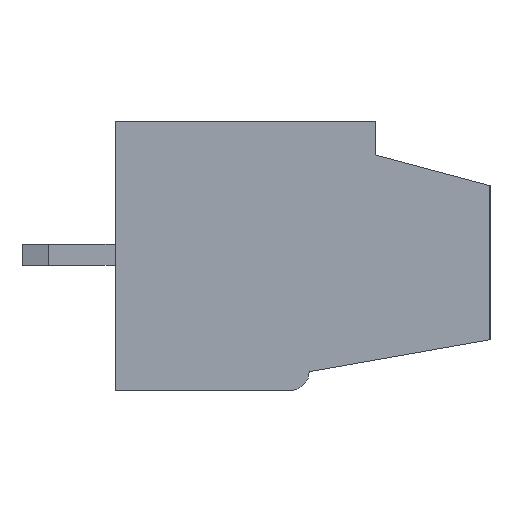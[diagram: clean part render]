
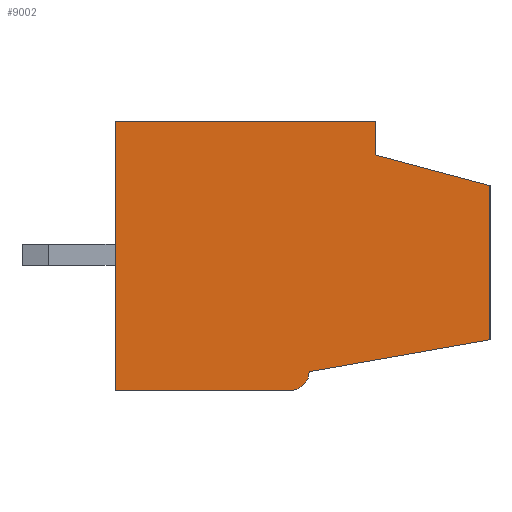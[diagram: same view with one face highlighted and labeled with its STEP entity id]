
A CAD part, left-side view. The second image highlights one B-rep face of the part: STEP entity #9002.
In plain terms, the highlighted planar face has unit normal (-1, 0, 0).
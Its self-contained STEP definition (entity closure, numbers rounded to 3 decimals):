
#167=DIRECTION('',(0.,0.,1.));
#168=VECTOR('',#167,5.799);
#169=CARTESIAN_POINT('',(-8.051,-0.1,-3.101));
#170=LINE('',#169,#168);
#2105=DIRECTION('',(0.,-1.,0.));
#2106=VECTOR('',#2105,6.6);
#2107=CARTESIAN_POINT('',(-8.051,14.,-5.));
#2108=LINE('',#2107,#2106);
#2213=DIRECTION('',(0.,0.,-1.));
#2214=VECTOR('',#2213,10.1);
#2215=CARTESIAN_POINT('',(-8.051,14.,5.1));
#2216=LINE('',#2215,#2214);
#2545=DIRECTION('',(0.,1.,0.));
#2546=VECTOR('',#2545,9.8);
#2547=CARTESIAN_POINT('',(-8.051,4.2,5.1));
#2548=LINE('',#2547,#2546);
#2645=DIRECTION('',(0.,0.985,-0.174));
#2646=VECTOR('',#2645,6.905);
#2647=CARTESIAN_POINT('',(-8.051,-0.1,-3.101));
#2648=LINE('',#2647,#2646);
#2649=CARTESIAN_POINT('',(-8.051,7.4,-4.3));
#2650=DIRECTION('',(1.,0.,0.));
#2651=DIRECTION('',(0.,-1.,0.));
#2652=AXIS2_PLACEMENT_3D('',#2649,#2650,#2651);
#2654=DIRECTION('',(0.,0.,-1.));
#2655=VECTOR('',#2654,1.25);
#2656=CARTESIAN_POINT('',(-8.051,4.2,5.1));
#2657=LINE('',#2656,#2655);
#2658=DIRECTION('',(0.,-0.966,-0.259));
#2659=VECTOR('',#2658,4.452);
#2660=CARTESIAN_POINT('',(-8.051,4.2,3.85));
#2661=LINE('',#2660,#2659);
#5535=CARTESIAN_POINT('',(-8.051,14.,-5.));
#5536=CARTESIAN_POINT('',(-8.051,7.4,-5.));
#5537=VERTEX_POINT('',#5535);
#5538=VERTEX_POINT('',#5536);
#5539=CARTESIAN_POINT('',(-8.051,6.7,-4.3));
#5540=VERTEX_POINT('',#5539);
#5541=CARTESIAN_POINT('',(-8.051,14.,5.1));
#5542=VERTEX_POINT('',#5541);
#5543=CARTESIAN_POINT('',(-8.051,4.2,5.1));
#5544=CARTESIAN_POINT('',(-8.051,4.2,3.85));
#5545=VERTEX_POINT('',#5543);
#5546=VERTEX_POINT('',#5544);
#5547=CARTESIAN_POINT('',(-8.051,-0.1,-3.101));
#5548=VERTEX_POINT('',#5547);
#5549=CARTESIAN_POINT('',(-8.051,-0.1,2.698));
#5550=VERTEX_POINT('',#5549);
#8987=CARTESIAN_POINT('',(-8.051,0.,0.));
#8988=DIRECTION('',(-1.,0.,0.));
#8989=DIRECTION('',(0.,-1.,0.));
#8990=AXIS2_PLACEMENT_3D('',#8987,#8988,#8989);
#8991=PLANE('',#8990);
#8992=ORIENTED_EDGE('',*,*,#5791,.F.);
#8993=ORIENTED_EDGE('',*,*,#8176,.T.);
#8994=ORIENTED_EDGE('',*,*,#8195,.T.);
#8995=ORIENTED_EDGE('',*,*,#8226,.F.);
#8996=ORIENTED_EDGE('',*,*,#8276,.F.);
#8997=ORIENTED_EDGE('',*,*,#8883,.F.);
#8998=ORIENTED_EDGE('',*,*,#8930,.T.);
#8999=ORIENTED_EDGE('',*,*,#8979,.T.);
#9000=EDGE_LOOP('',(#8992,#8993,#8994,#8995,#8996,#8997,#8998,#8999));
#9001=FACE_OUTER_BOUND('',#9000,.F.);
#2653=CIRCLE('',#2652,0.7);
#5791=EDGE_CURVE('',#5548,#5550,#170,.T.);
#8176=EDGE_CURVE('',#5548,#5540,#2648,.T.);
#8195=EDGE_CURVE('',#5540,#5538,#2653,.T.);
#8226=EDGE_CURVE('',#5537,#5538,#2108,.T.);
#8276=EDGE_CURVE('',#5542,#5537,#2216,.T.);
#8883=EDGE_CURVE('',#5545,#5542,#2548,.T.);
#8930=EDGE_CURVE('',#5545,#5546,#2657,.T.);
#8979=EDGE_CURVE('',#5546,#5550,#2661,.T.);
#9002=ADVANCED_FACE('',(#9001),#8991,.T.);
